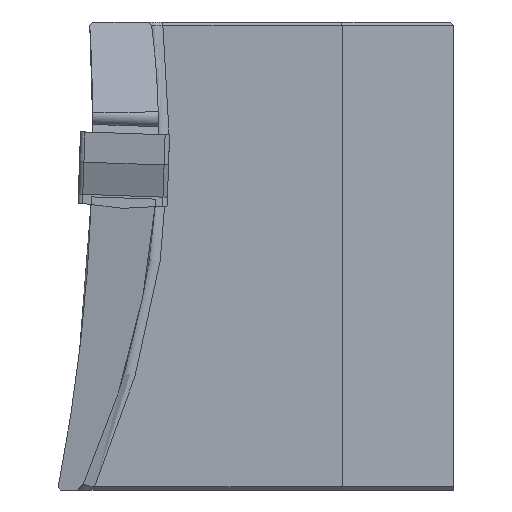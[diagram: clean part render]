
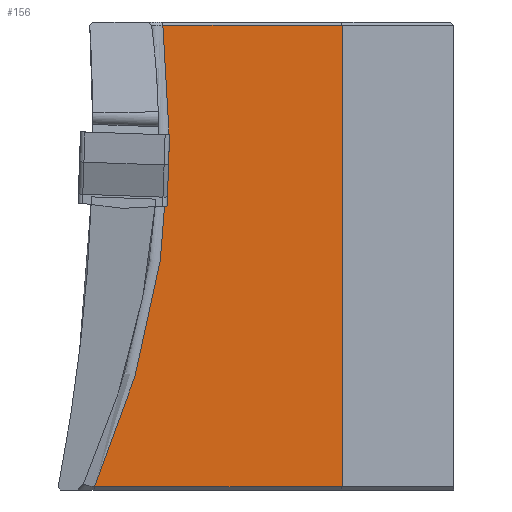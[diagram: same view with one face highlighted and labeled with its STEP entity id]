
A CAD part, left-side view. The second image highlights one B-rep face of the part: STEP entity #156.
In plain terms, the highlighted planar face has unit normal (-1, 0, 0).
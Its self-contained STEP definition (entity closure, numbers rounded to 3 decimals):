
#38=CIRCLE('',#1279,78.);
#156=ADVANCED_FACE('',(#267),#207,.F.);
#207=PLANE('',#1280);
#267=FACE_OUTER_BOUND('',#332,.T.);
#332=EDGE_LOOP('',(#590,#591,#592,#593));
#590=ORIENTED_EDGE('',*,*,#930,.T.);
#591=ORIENTED_EDGE('',*,*,#931,.T.);
#592=ORIENTED_EDGE('',*,*,#932,.T.);
#593=ORIENTED_EDGE('',*,*,#933,.T.);
#785=VERTEX_POINT('',#1961);
#786=VERTEX_POINT('',#1962);
#787=VERTEX_POINT('',#1964);
#788=VERTEX_POINT('',#1966);
#930=EDGE_CURVE('',#785,#786,#38,.T.);
#931=EDGE_CURVE('',#786,#787,#1061,.T.);
#932=EDGE_CURVE('',#787,#788,#1062,.T.);
#933=EDGE_CURVE('',#788,#785,#1063,.T.);
#1061=LINE('',#1963,#1185);
#1062=LINE('',#1965,#1186);
#1063=LINE('',#1967,#1187);
#1185=VECTOR('',#1554,1.);
#1186=VECTOR('',#1555,1.);
#1187=VECTOR('',#1556,1.);
#1279=AXIS2_PLACEMENT_3D('',#1960,#1552,#1553);
#1280=AXIS2_PLACEMENT_3D('',#1968,#1557,#1558);
#1552=DIRECTION('',(1.,0.,0.));
#1553=DIRECTION('',(0.,0.,-1.));
#1554=DIRECTION('',(0.,-1.,0.));
#1555=DIRECTION('',(0.,0.,1.));
#1556=DIRECTION('',(0.,1.,0.));
#1557=DIRECTION('',(1.,0.,0.));
#1558=DIRECTION('',(0.,0.,-1.));
#1960=CARTESIAN_POINT('',(36.,71.5,0.));
#1961=CARTESIAN_POINT('',(36.,-5.895,9.7));
#1962=CARTESIAN_POINT('',(36.,0.232,-31.7));
#1963=CARTESIAN_POINT('',(36.,71.5,-31.7));
#1964=CARTESIAN_POINT('',(36.,-22.,-31.7));
#1965=CARTESIAN_POINT('',(36.,-22.,10.));
#1966=CARTESIAN_POINT('',(36.,-22.,9.7));
#1967=CARTESIAN_POINT('',(36.,71.5,9.7));
#1968=CARTESIAN_POINT('',(36.,71.5,0.));
